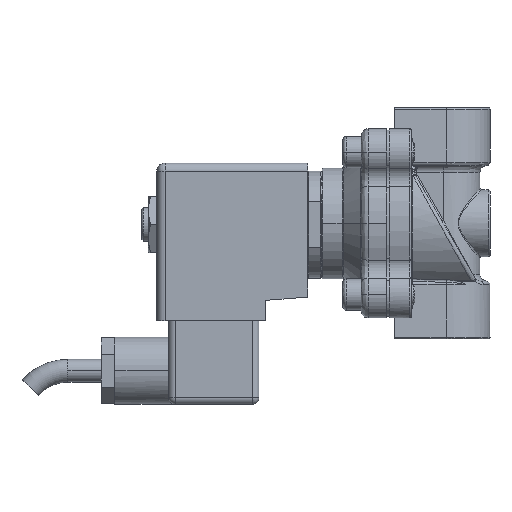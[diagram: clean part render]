
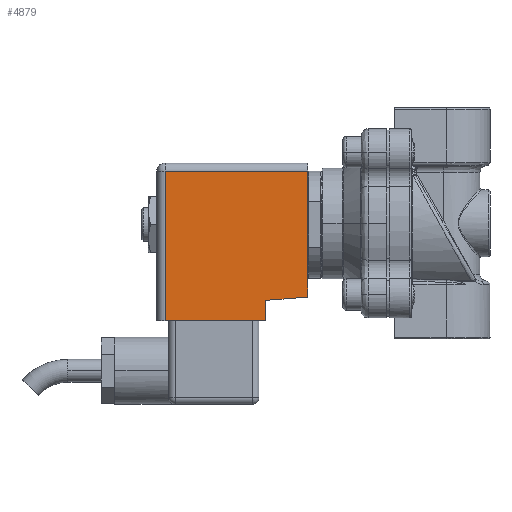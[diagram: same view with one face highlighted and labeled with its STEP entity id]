
A CAD part, left-side view. The second image highlights one B-rep face of the part: STEP entity #4879.
In plain terms, the highlighted planar face has unit normal (-1, 0, 0).
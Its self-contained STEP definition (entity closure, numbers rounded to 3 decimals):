
#424 = LINE ( 'NONE', #10175, #7283 ) ;
#441 = CARTESIAN_POINT ( 'NONE',  ( -18., 40.458, 18. ) ) ;
#1491 = EDGE_CURVE ( 'NONE', #4856, #14551, #13340, .T. ) ;
#1560 = ORIENTED_EDGE ( 'NONE', *, *, #15172, .F. ) ;
#1583 = CARTESIAN_POINT ( 'NONE',  ( -18., 82.958, -29. ) ) ;
#1659 = CARTESIAN_POINT ( 'NONE',  ( -18., 52.958, -29. ) ) ;
#1754 = DIRECTION ( 'NONE',  ( 0., 0., -1. ) ) ;
#3255 = CARTESIAN_POINT ( 'NONE',  ( -18., 40.458, -22. ) ) ;
#3760 = CARTESIAN_POINT ( 'NONE',  ( -18., 82.958, 0. ) ) ;
#4856 = VERTEX_POINT ( 'NONE', #10973 ) ;
#4879 = ADVANCED_FACE ( 'NONE', ( #16557 ), #7118, .F. ) ;
#5129 = DIRECTION ( 'NONE',  ( 0., 1., 0. ) ) ;
#5263 = VECTOR ( 'NONE', #6367, 1000. ) ;
#5803 = CARTESIAN_POINT ( 'NONE',  ( -18., 40.458, 0. ) ) ;
#6367 = DIRECTION ( 'NONE',  ( 0., 0., -1. ) ) ;
#6438 = VECTOR ( 'NONE', #16399, 1000. ) ;
#6745 = EDGE_CURVE ( 'NONE', #11848, #4856, #10470, .T. ) ;
#6842 = CARTESIAN_POINT ( 'NONE',  ( -18., 40.458, 15.5 ) ) ;
#6917 = ORIENTED_EDGE ( 'NONE', *, *, #6745, .T. ) ;
#7118 = PLANE ( 'NONE',  #10099 ) ;
#7283 = VECTOR ( 'NONE', #13917, 1000. ) ;
#7938 = VECTOR ( 'NONE', #13274, 1000. ) ;
#8099 = VERTEX_POINT ( 'NONE', #15581 ) ;
#8259 = EDGE_CURVE ( 'NONE', #13814, #8099, #14820, .T. ) ;
#8426 = DIRECTION ( 'NONE',  ( 0., 0., -1. ) ) ;
#8848 = EDGE_CURVE ( 'NONE', #11848, #13814, #16010, .T. ) ;
#10099 = AXIS2_PLACEMENT_3D ( 'NONE', #5803, #16716, #8426 ) ;
#10175 = CARTESIAN_POINT ( 'NONE',  ( -18., 52.958, -29. ) ) ;
#10244 = VERTEX_POINT ( 'NONE', #1659 ) ;
#10470 = LINE ( 'NONE', #14173, #13489 ) ;
#10680 = CARTESIAN_POINT ( 'NONE',  ( -18., 40.458, -22. ) ) ;
#10973 = CARTESIAN_POINT ( 'NONE',  ( -18., 82.958, 15.5 ) ) ;
#11360 = CARTESIAN_POINT ( 'NONE',  ( -18., 52.958, -23. ) ) ;
#11705 = EDGE_LOOP ( 'NONE', ( #6917, #15297, #12471, #1560, #14427, #13782 ) ) ;
#11848 = VERTEX_POINT ( 'NONE', #6842 ) ;
#12471 = ORIENTED_EDGE ( 'NONE', *, *, #15640, .F. ) ;
#12587 = VECTOR ( 'NONE', #1754, 1000. ) ;
#13274 = DIRECTION ( 'NONE',  ( 0., 0.997, -0.08 ) ) ;
#13340 = LINE ( 'NONE', #3760, #6438 ) ;
#13489 = VECTOR ( 'NONE', #5129, 1000. ) ;
#13782 = ORIENTED_EDGE ( 'NONE', *, *, #8848, .F. ) ;
#13814 = VERTEX_POINT ( 'NONE', #3255 ) ;
#13917 = DIRECTION ( 'NONE',  ( 0., 1., 0. ) ) ;
#14173 = CARTESIAN_POINT ( 'NONE',  ( -18., 40.458, 15.5 ) ) ;
#14427 = ORIENTED_EDGE ( 'NONE', *, *, #8259, .F. ) ;
#14551 = VERTEX_POINT ( 'NONE', #1583 ) ;
#14820 = LINE ( 'NONE', #10680, #7938 ) ;
#15172 = EDGE_CURVE ( 'NONE', #8099, #10244, #15176, .T. ) ;
#15176 = LINE ( 'NONE', #11360, #5263 ) ;
#15297 = ORIENTED_EDGE ( 'NONE', *, *, #1491, .T. ) ;
#15581 = CARTESIAN_POINT ( 'NONE',  ( -18., 52.958, -23. ) ) ;
#15640 = EDGE_CURVE ( 'NONE', #10244, #14551, #424, .T. ) ;
#16010 = LINE ( 'NONE', #441, #12587 ) ;
#16399 = DIRECTION ( 'NONE',  ( 0., 0., -1. ) ) ;
#16557 = FACE_OUTER_BOUND ( 'NONE', #11705, .T. ) ;
#16716 = DIRECTION ( 'NONE',  ( 1., 0., 0. ) ) ;
